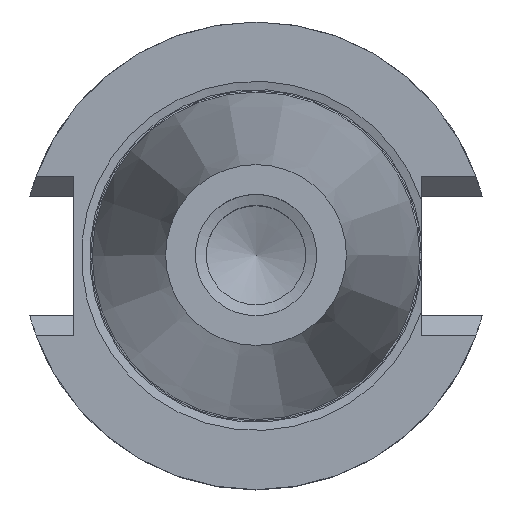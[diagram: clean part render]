
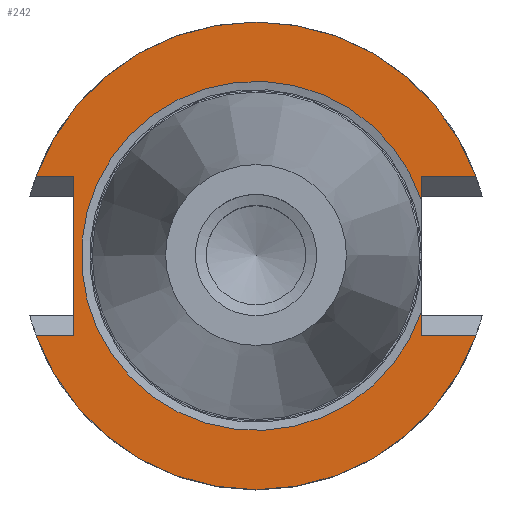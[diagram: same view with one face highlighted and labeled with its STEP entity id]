
A CAD part, top view. The second image highlights one B-rep face of the part: STEP entity #242.
In plain terms, the highlighted planar face has unit normal (0, 0, 1).
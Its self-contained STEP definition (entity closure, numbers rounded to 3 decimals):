
#67=LINE('',#1270,#115);
#70=LINE('',#1275,#118);
#72=LINE('',#1279,#120);
#73=LINE('',#1281,#121);
#83=LINE('',#1303,#131);
#84=LINE('',#1305,#132);
#85=LINE('',#1306,#133);
#115=VECTOR('',#999,1.);
#118=VECTOR('',#1004,1.);
#120=VECTOR('',#1008,1.);
#121=VECTOR('',#1011,1.);
#131=VECTOR('',#1031,1.);
#132=VECTOR('',#1034,1.);
#133=VECTOR('',#1035,1.);
#161=FACE_OUTER_BOUND('',#333,.T.);
#183=PLANE('',#834);
#242=ADVANCED_FACE('',(#161),#183,.F.);
#333=EDGE_LOOP('',(#514,#515,#516,#517,#518,#519,#520,#521,#522,#523));
#514=ORIENTED_EDGE('',*,*,#700,.T.);
#515=ORIENTED_EDGE('',*,*,#701,.T.);
#516=ORIENTED_EDGE('',*,*,#622,.T.);
#517=ORIENTED_EDGE('',*,*,#702,.T.);
#518=ORIENTED_EDGE('',*,*,#689,.T.);
#519=ORIENTED_EDGE('',*,*,#630,.F.);
#520=ORIENTED_EDGE('',*,*,#688,.F.);
#521=ORIENTED_EDGE('',*,*,#686,.F.);
#522=ORIENTED_EDGE('',*,*,#683,.F.);
#523=ORIENTED_EDGE('',*,*,#680,.F.);
#553=VERTEX_POINT('',#1104);
#554=VERTEX_POINT('',#1105);
#559=VERTEX_POINT('',#1125);
#561=VERTEX_POINT('',#1128);
#597=VERTEX_POINT('',#1264);
#598=VERTEX_POINT('',#1266);
#599=VERTEX_POINT('',#1271);
#600=VERTEX_POINT('',#1276);
#601=VERTEX_POINT('',#1282);
#607=VERTEX_POINT('',#1302);
#622=EDGE_CURVE('',#553,#554,#719,.T.);
#630=EDGE_CURVE('',#559,#561,#722,.T.);
#680=EDGE_CURVE('',#597,#598,#737,.T.);
#683=EDGE_CURVE('',#598,#599,#67,.T.);
#686=EDGE_CURVE('',#599,#600,#70,.T.);
#688=EDGE_CURVE('',#600,#559,#72,.T.);
#689=EDGE_CURVE('',#601,#561,#73,.T.);
#700=EDGE_CURVE('',#597,#607,#83,.T.);
#701=EDGE_CURVE('',#607,#553,#84,.T.);
#702=EDGE_CURVE('',#554,#601,#85,.T.);
#719=CIRCLE('',#783,23.7);
#722=CIRCLE('',#789,31.75);
#737=CIRCLE('',#821,31.75);
#783=AXIS2_PLACEMENT_3D('',#1103,#889,#890);
#789=AXIS2_PLACEMENT_3D('',#1127,#903,#904);
#821=AXIS2_PLACEMENT_3D('',#1265,#992,#993);
#834=AXIS2_PLACEMENT_3D('',#1309,#1039,#1040);
#889=DIRECTION('',(0.,0.,-1.));
#890=DIRECTION('',(-1.,0.,0.));
#903=DIRECTION('',(0.,0.,-1.));
#904=DIRECTION('',(-1.,0.,0.));
#992=DIRECTION('',(0.,0.,-1.));
#993=DIRECTION('',(-1.,0.,0.));
#999=DIRECTION('',(1.,0.,0.));
#1004=DIRECTION('',(0.,1.,0.));
#1008=DIRECTION('',(-1.,0.,0.));
#1011=DIRECTION('',(1.,0.,0.));
#1031=DIRECTION('',(-1.,0.,0.));
#1034=DIRECTION('',(0.,1.,0.));
#1035=DIRECTION('',(0.,1.,0.));
#1039=DIRECTION('',(0.,0.,-1.));
#1040=DIRECTION('',(-1.,0.,0.));
#1103=CARTESIAN_POINT('',(0.,0.,-1.));
#1104=CARTESIAN_POINT('',(22.42,-7.683,-1.));
#1105=CARTESIAN_POINT('',(22.42,7.683,-1.));
#1125=CARTESIAN_POINT('',(-29.859,10.795,-1.));
#1127=CARTESIAN_POINT('',(0.,0.,-1.));
#1128=CARTESIAN_POINT('',(29.859,10.795,-1.));
#1264=CARTESIAN_POINT('',(29.859,-10.795,-1.));
#1265=CARTESIAN_POINT('',(0.,0.,-1.));
#1266=CARTESIAN_POINT('',(-29.859,-10.795,-1.));
#1270=CARTESIAN_POINT('',(0.,-10.795,-1.));
#1271=CARTESIAN_POINT('',(-24.82,-10.795,-1.));
#1275=CARTESIAN_POINT('',(-24.82,21.925,-1.));
#1276=CARTESIAN_POINT('',(-24.82,10.795,-1.));
#1279=CARTESIAN_POINT('',(0.,10.795,-1.));
#1281=CARTESIAN_POINT('',(0.,10.795,-1.));
#1282=CARTESIAN_POINT('',(22.42,10.795,-1.));
#1302=CARTESIAN_POINT('',(22.42,-10.795,-1.));
#1303=CARTESIAN_POINT('',(0.,-10.795,-1.));
#1305=CARTESIAN_POINT('',(22.42,21.925,-1.));
#1306=CARTESIAN_POINT('',(22.42,21.925,-1.));
#1309=CARTESIAN_POINT('',(0.,21.925,-1.));
